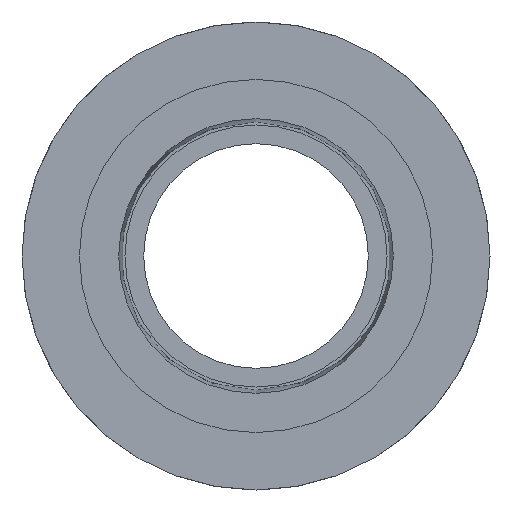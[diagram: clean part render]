
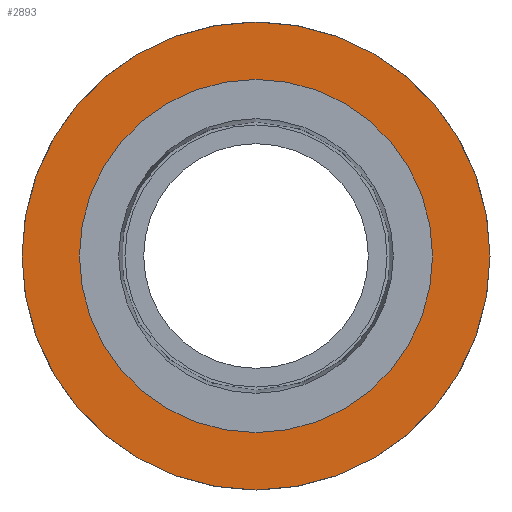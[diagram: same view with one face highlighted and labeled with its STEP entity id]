
A CAD part, front view. The second image highlights one B-rep face of the part: STEP entity #2893.
In plain terms, the highlighted planar face has unit normal (0, -1, 0).
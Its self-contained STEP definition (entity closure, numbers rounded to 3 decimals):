
#212 = FACE_BOUND ( 'NONE', #1695, .T. ) ;
#245 = DIRECTION ( 'NONE',  ( 0., -1., 0. ) ) ;
#279 = VERTEX_POINT ( 'NONE', #723 ) ;
#517 = CIRCLE ( 'NONE', #2380, 14.15 ) ;
#542 = DIRECTION ( 'NONE',  ( 0., 0., -1. ) ) ;
#547 = VERTEX_POINT ( 'NONE', #1960 ) ;
#558 = EDGE_CURVE ( 'NONE', #547, #3103, #517, .T. ) ;
#570 = CARTESIAN_POINT ( 'NONE',  ( 0., 10., 0. ) ) ;
#584 = ORIENTED_EDGE ( 'NONE', *, *, #2206, .F. ) ;
#586 = CARTESIAN_POINT ( 'NONE',  ( 0., 10., 0. ) ) ;
#723 = CARTESIAN_POINT ( 'NONE',  ( 0., 10., 18.75 ) ) ;
#840 = DIRECTION ( 'NONE',  ( 0., -1., 0. ) ) ;
#893 = AXIS2_PLACEMENT_3D ( 'NONE', #586, #1184, #2048 ) ;
#907 = DIRECTION ( 'NONE',  ( 0., 0., -1. ) ) ;
#1052 = CARTESIAN_POINT ( 'NONE',  ( 0., 10., -18.75 ) ) ;
#1184 = DIRECTION ( 'NONE',  ( 0., -1., 0. ) ) ;
#1193 = AXIS2_PLACEMENT_3D ( 'NONE', #3192, #2640, #1782 ) ;
#1217 = EDGE_CURVE ( 'NONE', #1466, #279, #2447, .T. ) ;
#1233 = CIRCLE ( 'NONE', #893, 14.15 ) ;
#1280 = AXIS2_PLACEMENT_3D ( 'NONE', #1515, #3219, #907 ) ;
#1308 = ORIENTED_EDGE ( 'NONE', *, *, #1217, .T. ) ;
#1466 = VERTEX_POINT ( 'NONE', #1052 ) ;
#1515 = CARTESIAN_POINT ( 'NONE',  ( 13.4, 10., 0. ) ) ;
#1695 = EDGE_LOOP ( 'NONE', ( #1926, #584 ) ) ;
#1782 = DIRECTION ( 'NONE',  ( 0., 0., -1. ) ) ;
#1926 = ORIENTED_EDGE ( 'NONE', *, *, #558, .F. ) ;
#1960 = CARTESIAN_POINT ( 'NONE',  ( 0., 10., -14.15 ) ) ;
#1968 = DIRECTION ( 'NONE',  ( 0., 0., -1. ) ) ;
#1991 = CARTESIAN_POINT ( 'NONE',  ( 0., 10., 0. ) ) ;
#2048 = DIRECTION ( 'NONE',  ( 0., 0., -1. ) ) ;
#2053 = EDGE_CURVE ( 'NONE', #279, #1466, #3735, .T. ) ;
#2206 = EDGE_CURVE ( 'NONE', #3103, #547, #1233, .T. ) ;
#2323 = FACE_OUTER_BOUND ( 'NONE', #3631, .T. ) ;
#2380 = AXIS2_PLACEMENT_3D ( 'NONE', #570, #840, #1968 ) ;
#2447 = CIRCLE ( 'NONE', #1193, 18.75 ) ;
#2620 = CARTESIAN_POINT ( 'NONE',  ( 0., 10., 14.15 ) ) ;
#2640 = DIRECTION ( 'NONE',  ( 0., -1., 0. ) ) ;
#2893 = ADVANCED_FACE ( 'NONE', ( #212, #2323 ), #2960, .T. ) ;
#2960 = PLANE ( 'NONE',  #1280 ) ;
#3103 = VERTEX_POINT ( 'NONE', #2620 ) ;
#3192 = CARTESIAN_POINT ( 'NONE',  ( 0., 10., 0. ) ) ;
#3219 = DIRECTION ( 'NONE',  ( 0., -1., 0. ) ) ;
#3592 = ORIENTED_EDGE ( 'NONE', *, *, #2053, .T. ) ;
#3631 = EDGE_LOOP ( 'NONE', ( #1308, #3592 ) ) ;
#3716 = AXIS2_PLACEMENT_3D ( 'NONE', #1991, #245, #542 ) ;
#3735 = CIRCLE ( 'NONE', #3716, 18.75 ) ;
